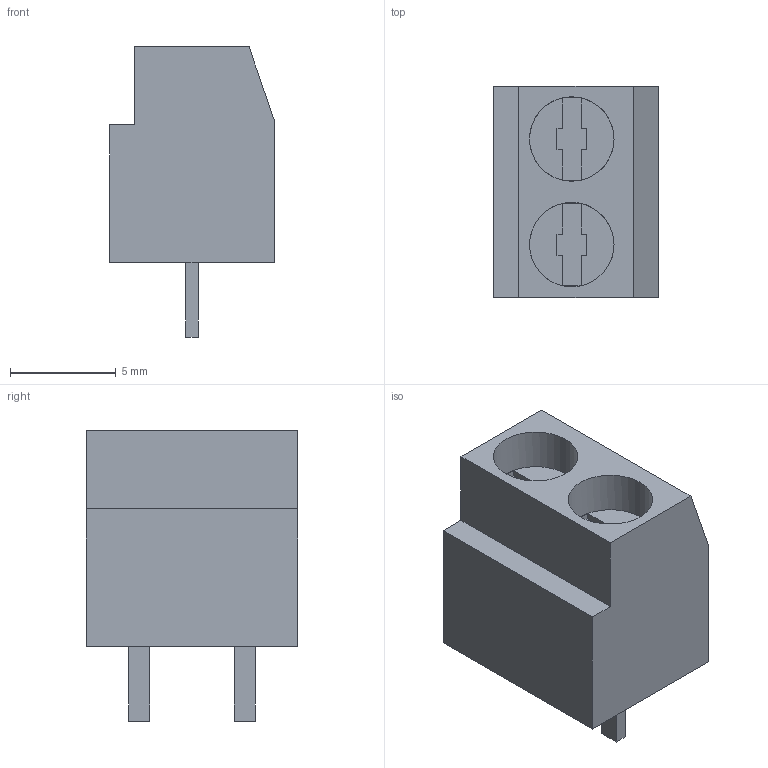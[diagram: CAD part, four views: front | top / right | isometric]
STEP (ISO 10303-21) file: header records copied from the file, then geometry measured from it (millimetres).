
FILE_DESCRIPTION(/* description */ (''),/* implementation_level */ '2;1');
FILE_NAME(/* name */ 'bornera 2.step',/* time_stamp */ '2021-10-04T12:18:47-05:00',/* author */ (''),/* organization */ (''),/* preprocessor_version */ 'ST-DEVELOPER v18.1',/* originating_system */ 'Autodesk Translation Framework v10.10.0.1391',/* authorisation */ '');
FILE_SCHEMA (('AUTOMOTIVE_DESIGN { 1 0 10303 214 3 1 1 }'));
Length unit declared in the file: millimetre
Products named in the file (1): bornera 2
Bounding box: 7.8 x 10 x 13.75 mm (x, y, z)
Volume: 544.3 mm3; surface area: 699.2 mm2
Topology: 1 solids, 1 shells, 69 faces, 175 edges, 110 vertices
Faces by surface type: plane 67, cylinder 2
Full cylindrical faces by diameter (mm): 4 x2
Entity records: 2104 total; most frequent: CARTESIAN_POINT 355, ORIENTED_EDGE 350, DIRECTION 327, EDGE_CURVE 175, LINE 163, VECTOR 163, VERTEX_POINT 110, AXIS2_PLACEMENT_3D 82
